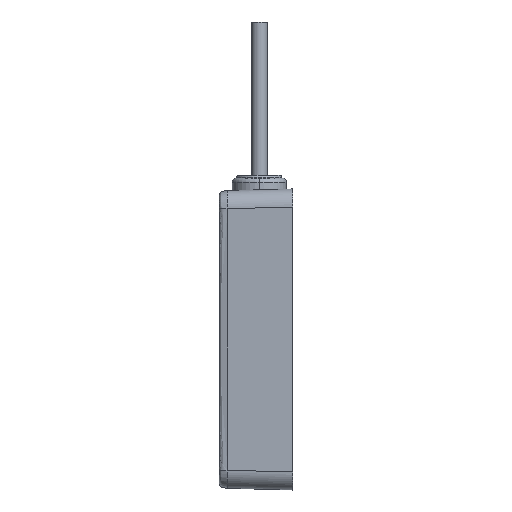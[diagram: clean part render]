
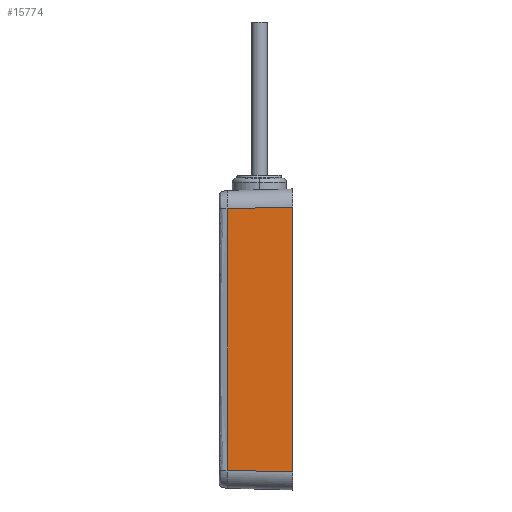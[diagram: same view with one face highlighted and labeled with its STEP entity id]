
A CAD part, left-side view. The second image highlights one B-rep face of the part: STEP entity #15774.
In plain terms, the highlighted planar face has unit normal (-1, 0.026, 0).
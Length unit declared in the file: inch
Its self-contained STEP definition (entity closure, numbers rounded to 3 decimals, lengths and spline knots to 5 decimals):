
#116=CARTESIAN_POINT('',(-3.54528,0.,-1.82115));
#130=DIRECTION('',(0.,0.,-1.));
#131=VECTOR('',#130,3.6423);
#132=CARTESIAN_POINT('',(-3.54528,0.,1.82115));
#133=LINE('',#132,#131);
#146=CARTESIAN_POINT('',(-3.54528,0.,1.82115));
#587=CARTESIAN_POINT('',(-3.52177,0.89773,1.79764));
#945=DIRECTION('',(0.,0.,1.));
#946=VECTOR('',#945,3.59528);
#947=CARTESIAN_POINT('',(-3.52177,0.89773,
-1.79764));
#948=LINE('',#947,#946);
#949=DIRECTION('',(-0.026,-0.999,0.026));
#950=VECTOR('',#949,0.89835);
#951=CARTESIAN_POINT('',(-3.52177,0.89773,1.79764));
#952=LINE('',#951,#950);
#953=DIRECTION('',(-0.026,-0.999,-0.026));
#954=VECTOR('',#953,0.89835);
#955=CARTESIAN_POINT('',(-3.52177,0.89773,
-1.79764));
#956=LINE('',#955,#954);
#14338=VERTEX_POINT('',#146);
#14339=VERTEX_POINT('',#116);
#14362=VERTEX_POINT('',#587);
#14365=CARTESIAN_POINT('',(-3.52177,0.89773,
-1.79764));
#14366=VERTEX_POINT('',#14365);
#15762=CARTESIAN_POINT('',(-3.54528,0.,-2.21683));
#15763=DIRECTION('',(-1.,0.026,0.));
#15764=DIRECTION('',(0.,0.,-1.));
#15765=AXIS2_PLACEMENT_3D('',#15762,#15763,#15764);
#15766=PLANE('',#15765);
#15767=ORIENTED_EDGE('',*,*,#15756,.T.);
#15768=ORIENTED_EDGE('',*,*,#15465,.T.);
#15769=ORIENTED_EDGE('',*,*,#15167,.T.);
#15771=ORIENTED_EDGE('',*,*,#15770,.F.);
#15772=EDGE_LOOP('',(#15767,#15768,#15769,#15771));
#15773=FACE_OUTER_BOUND('',#15772,.F.);
#15774=ADVANCED_FACE('',(#15773),#15766,.T.);
#15167=EDGE_CURVE('',#14338,#14339,#133,.T.);
#15465=EDGE_CURVE('',#14362,#14338,#952,.T.);
#15756=EDGE_CURVE('',#14366,#14362,#948,.T.);
#15770=EDGE_CURVE('',#14366,#14339,#956,.T.);
